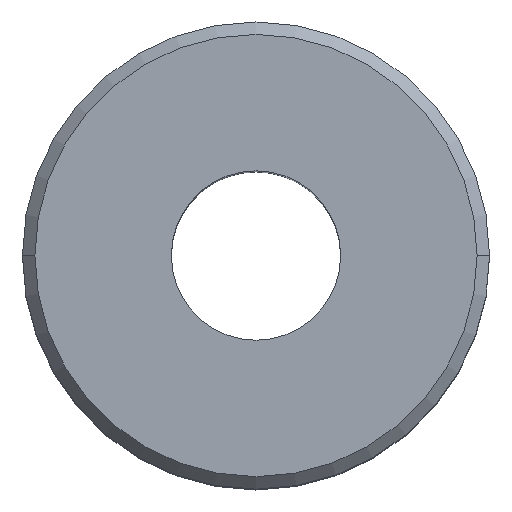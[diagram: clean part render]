
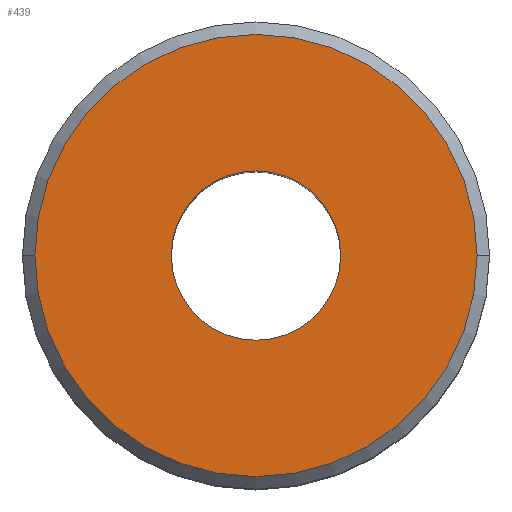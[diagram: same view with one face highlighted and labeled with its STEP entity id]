
A CAD part, top view. The second image highlights one B-rep face of the part: STEP entity #439.
In plain terms, the highlighted planar face has unit normal (0, 0, 1).
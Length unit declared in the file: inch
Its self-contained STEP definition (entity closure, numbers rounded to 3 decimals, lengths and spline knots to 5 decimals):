
#70 = VERTEX_POINT ( 'NONE', #511 ) ;
#113 = EDGE_CURVE ( 'NONE', #115, #70, #646, .T. ) ;
#115 = VERTEX_POINT ( 'NONE', #638 ) ;
#127 = EDGE_CURVE ( 'NONE', #134, #228, #709, .T. ) ;
#134 = VERTEX_POINT ( 'NONE', #696 ) ;
#228 = VERTEX_POINT ( 'NONE', #782 ) ;
#257 = EDGE_LOOP ( 'NONE', ( #441, #440 ) ) ;
#352 = EDGE_CURVE ( 'NONE', #70, #115, #694, .T. ) ;
#396 = DIRECTION ( 'NONE',  ( 0., 0., 1. ) ) ;
#437 = EDGE_LOOP ( 'NONE', ( #445, #438 ) ) ;
#438 = ORIENTED_EDGE ( 'NONE', *, *, #127, .T. ) ;
#439 = ADVANCED_FACE ( 'NONE', ( #974, #977 ), #969, .T. ) ;
#440 = ORIENTED_EDGE ( 'NONE', *, *, #113, .F. ) ;
#441 = ORIENTED_EDGE ( 'NONE', *, *, #352, .F. ) ;
#444 = EDGE_CURVE ( 'NONE', #228, #134, #960, .T. ) ;
#445 = ORIENTED_EDGE ( 'NONE', *, *, #444, .T. ) ;
#511 = CARTESIAN_POINT ( 'NONE',  ( 0.068, 0., 0. ) ) ;
#587 = AXIS2_PLACEMENT_3D ( 'NONE', #599, #396, #842 ) ;
#599 = CARTESIAN_POINT ( 'NONE',  ( 0., 0., 0. ) ) ;
#615 = CARTESIAN_POINT ( 'NONE',  ( 0., 0., 0. ) ) ;
#632 = DIRECTION ( 'NONE',  ( 1., 0., 0. ) ) ;
#633 = DIRECTION ( 'NONE',  ( 0., 0., 1. ) ) ;
#634 = CARTESIAN_POINT ( 'NONE',  ( 0., 0., 0. ) ) ;
#635 = AXIS2_PLACEMENT_3D ( 'NONE', #634, #633, #632 ) ;
#638 = CARTESIAN_POINT ( 'NONE',  ( -0.068, 0., 0. ) ) ;
#646 = CIRCLE ( 'NONE', #635, 0.068 ) ;
#694 = CIRCLE ( 'NONE', #587, 0.068 ) ;
#696 = CARTESIAN_POINT ( 'NONE',  ( 0.1775, 0., 0. ) ) ;
#700 = DIRECTION ( 'NONE',  ( 1., 0., 0. ) ) ;
#701 = DIRECTION ( 'NONE',  ( 0., 0., 1. ) ) ;
#709 = CIRCLE ( 'NONE', #710, 0.1775 ) ;
#710 = AXIS2_PLACEMENT_3D ( 'NONE', #615, #701, #700 ) ;
#782 = CARTESIAN_POINT ( 'NONE',  ( -0.1775, 0., 0. ) ) ;
#842 = DIRECTION ( 'NONE',  ( 1., 0., 0. ) ) ;
#949 = DIRECTION ( 'NONE',  ( 0., 0., 1. ) ) ;
#950 = CARTESIAN_POINT ( 'NONE',  ( 0., 0., 0. ) ) ;
#951 = AXIS2_PLACEMENT_3D ( 'NONE', #950, #949, #1060 ) ;
#956 = DIRECTION ( 'NONE',  ( 1., 0., 0. ) ) ;
#957 = DIRECTION ( 'NONE',  ( 0., 0., 1. ) ) ;
#958 = AXIS2_PLACEMENT_3D ( 'NONE', #968, #957, #956 ) ;
#960 = CIRCLE ( 'NONE', #951, 0.1775 ) ;
#968 = CARTESIAN_POINT ( 'NONE',  ( 0., 0., 0. ) ) ;
#969 = PLANE ( 'NONE',  #958 ) ;
#974 = FACE_BOUND ( 'NONE', #257, .T. ) ;
#977 = FACE_OUTER_BOUND ( 'NONE', #437, .T. ) ;
#1060 = DIRECTION ( 'NONE',  ( 1., 0., 0. ) ) ;
